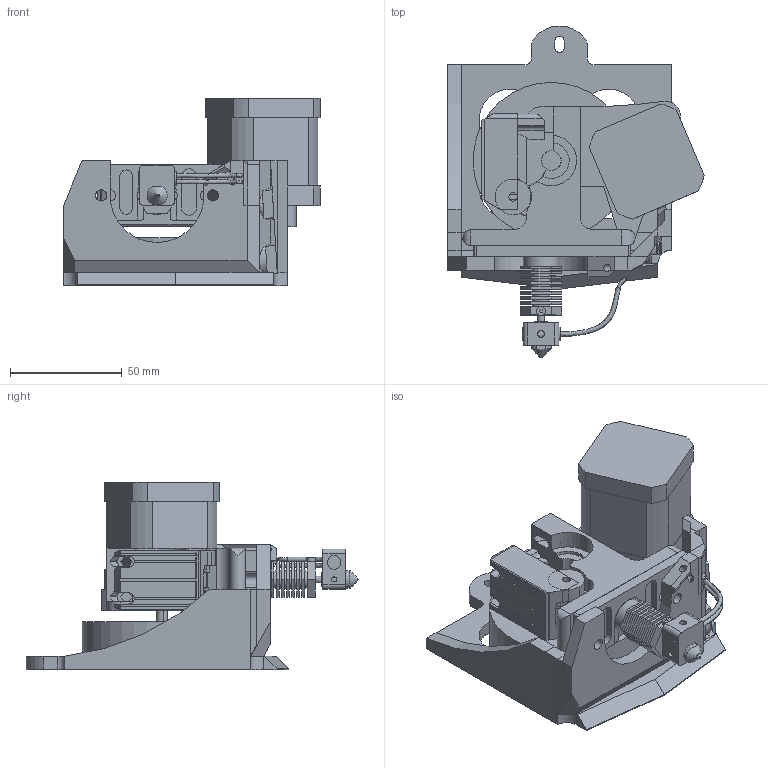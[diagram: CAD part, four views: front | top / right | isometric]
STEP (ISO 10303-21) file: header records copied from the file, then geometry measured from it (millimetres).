
FILE_DESCRIPTION(('FreeCAD Model'),'2;1');
FILE_NAME('LulzBot_Extruder-LulzBot_Mount.step','2020-08-13T02:18:18',( 'Author'),(''),'Open CASCADE STEP processor 7.3','FreeCAD','Unknown' );
FILE_SCHEMA(('AUTOMOTIVE_DESIGN { 1 0 10303 214 1 1 1 1 }'));
Length unit declared in the file: millimetre
Products named in the file (8): extruder_body_fangtooth-v0.51_001; Small_Gear_001; Hexagon_Hotend_1.75mm_v31_001; extruder_mt_fangtooth-guppy_0.51_001; hexagon_mounting_plate_001; beefy_extruder_idler_v0.41_001; Large_Gear_001; Nema_17_Stepper_Motor1_001
Bounding box: 114.78 x 148.53 x 83.9 mm (x, y, z)
Volume: 316170 mm3; surface area: 100227.3 mm2
Topology: 18 solids, 18 shells, 921 faces, 2400 edges, 1540 vertices
Faces by surface type: plane 654, cylinder 223, cone 27, bspline 11, extrusion 3, revolution 2, torus 1
Full cylindrical faces by diameter (mm): 0.4 x1, 1.933 x1, 2 x1, 2.2 x3, 2.3 x1, 3 x4, 3.4 x1, 3.8 x1, 3.9 x1, 4 x1, 4.7 x3, 5 x7, 5.283 x2, 5.908 x3, 6.18 x2, 6.6 x1, 8 x8, 8.8 x3, 9.6 x1, 12 x1, 12.4 x1, 13.2 x1, 15.8 x2, 16 x2, 16.8 x1, 19.6 x1, 20 x1, 20.4 x1, 70 x1
Entity records: 64955 total; most frequent: CARTESIAN_POINT 16453, DIRECTION 9035, VECTOR 5774, LINE 5771, ORIENTED_EDGE 4772, PCURVE 4772, DEFINITIONAL_REPRESENTATION 4772, EDGE_CURVE 2386
